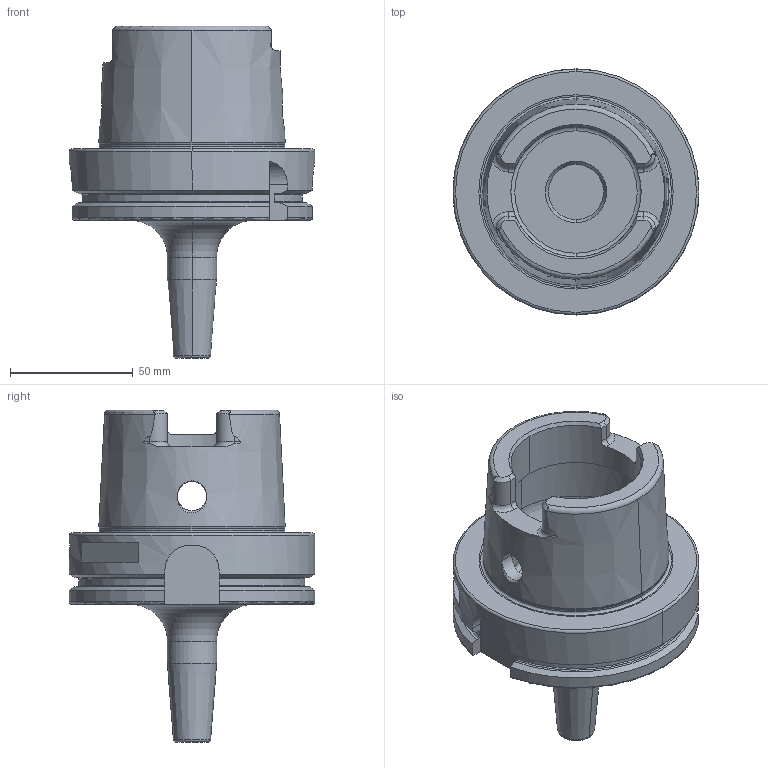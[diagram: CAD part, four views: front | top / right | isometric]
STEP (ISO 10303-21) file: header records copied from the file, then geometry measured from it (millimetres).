
FILE_DESCRIPTION((''),'2;1');
FILE_NAME('A100_70_04','2020-08-21T',('103090'),(''),'CREO PARAMETRIC BY PTC INC, 2016260','CREO PARAMETRIC BY PTC INC, 2016260','');
FILE_SCHEMA(('CONFIG_CONTROL_DESIGN'));
Length unit declared in the file: millimetre
Products named in the file (1): A100_70_04
Bounding box: 100 x 100 x 135 mm (x, y, z)
Volume: 271211.9 mm3; surface area: 53425.5 mm2
Topology: 1 solids, 1 shells, 160 faces, 403 edges, 249 vertices
Faces by surface type: cylinder 46, plane 45, torus 35, cone 34
Entity records: 5521 total; most frequent: CARTESIAN_POINT 1670, DIRECTION 816, ORIENTED_EDGE 802, EDGE_CURVE 401, AXIS2_PLACEMENT_3D 340, VERTEX_POINT 249, CIRCLE 177, EDGE_LOOP 170
